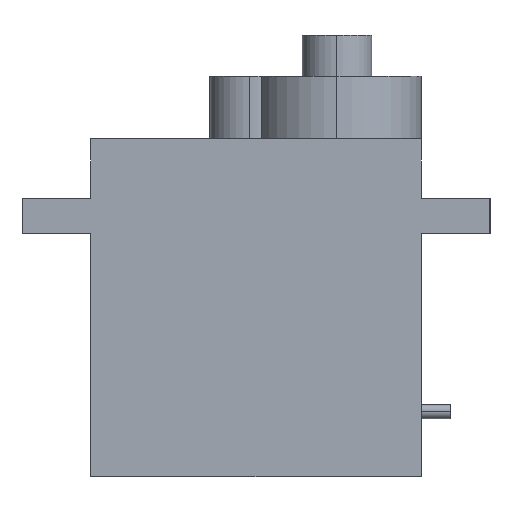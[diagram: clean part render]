
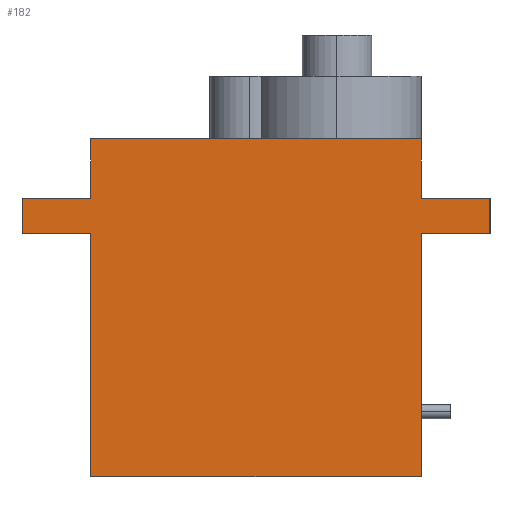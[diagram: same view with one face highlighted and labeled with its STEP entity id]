
A CAD part, left-side view. The second image highlights one B-rep face of the part: STEP entity #182.
In plain terms, the highlighted planar face has unit normal (-1, 0, 0).
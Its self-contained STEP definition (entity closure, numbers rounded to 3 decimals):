
#182=ADVANCED_FACE('47:600',(#358),#359,.T.);
#358=FACE_OUTER_BOUND('',#526,.T.);
#359=PLANE('',#527);
#526=EDGE_LOOP('',(#933,#934,#935,#936,#937,#938,#939,#940,#941,#942,#943,#944));
#527=AXIS2_PLACEMENT_3D('',#945,#946,#947);
#933=ORIENTED_EDGE('',*,*,#1108,.T.);
#934=ORIENTED_EDGE('',*,*,#1174,.T.);
#935=ORIENTED_EDGE('',*,*,#1161,.T.);
#936=ORIENTED_EDGE('',*,*,#1172,.T.);
#937=ORIENTED_EDGE('',*,*,#1194,.F.);
#938=ORIENTED_EDGE('',*,*,#1187,.T.);
#939=ORIENTED_EDGE('',*,*,#1192,.F.);
#940=ORIENTED_EDGE('',*,*,#1142,.T.);
#941=ORIENTED_EDGE('',*,*,#1139,.F.);
#942=ORIENTED_EDGE('',*,*,#1148,.T.);
#943=ORIENTED_EDGE('',*,*,#1197,.F.);
#944=ORIENTED_EDGE('',*,*,#1198,.T.);
#945=CARTESIAN_POINT('',(0.,-28.875,0.));
#946=DIRECTION('',(-1.0,0.,0.));
#947=DIRECTION('',(0.,-1.0,0.));
#1108=EDGE_CURVE('47:807',#1350,#1348,#1351,.T.);
#1139=EDGE_CURVE('47:663',#1388,#1390,#1391,.T.);
#1142=EDGE_CURVE('47:669',#1394,#1390,#1395,.T.);
#1148=EDGE_CURVE('47:684',#1388,#1402,#1404,.T.);
#1161=EDGE_CURVE('47:717',#1421,#1423,#1425,.T.);
#1172=EDGE_CURVE('47:741',#1423,#1438,#1440,.T.);
#1174=EDGE_CURVE('47:744',#1348,#1421,#1442,.T.);
#1187=EDGE_CURVE('47:789',#1458,#1456,#1459,.F.);
#1192=EDGE_CURVE('47:798',#1394,#1456,#1464,.T.);
#1194=EDGE_CURVE('47:801',#1458,#1438,#1466,.T.);
#1197=EDGE_CURVE('47:810',#1469,#1402,#1470,.T.);
#1198=EDGE_CURVE('47:813',#1469,#1350,#1471,.T.);
#1348=VERTEX_POINT('',#1653);
#1350=VERTEX_POINT('',#1656);
#1351=LINE('',#1657,#1658);
#1388=VERTEX_POINT('',#1709);
#1390=VERTEX_POINT('',#1712);
#1391=LINE('',#1713,#1714);
#1394=VERTEX_POINT('',#1718);
#1395=LINE('',#1719,#1720);
#1402=VERTEX_POINT('',#1730);
#1404=LINE('',#1733,#1734);
#1421=VERTEX_POINT('',#1758);
#1423=VERTEX_POINT('',#1761);
#1425=LINE('',#1764,#1765);
#1438=VERTEX_POINT('',#1782);
#1440=LINE('',#1785,#1786);
#1442=LINE('',#1788,#1789);
#1456=VERTEX_POINT('',#1806);
#1458=VERTEX_POINT('',#1809);
#1459=LINE('',#1810,#1811);
#1464=LINE('',#1818,#1819);
#1466=LINE('',#1821,#1822);
#1469=VERTEX_POINT('',#1826);
#1470=LINE('',#1827,#1828);
#1471=LINE('',#1829,#1830);
#1653=CARTESIAN_POINT('',(0.,-40.25,16.75));
#1656=CARTESIAN_POINT('',(0.,-40.25,0.));
#1657=CARTESIAN_POINT('',(0.,-40.25,0.));
#1658=VECTOR('',#1981,1.0);
#1709=CARTESIAN_POINT('',(0.,-12.75,16.75));
#1712=CARTESIAN_POINT('',(0.,-12.75,19.2));
#1713=CARTESIAN_POINT('',(0.,-12.75,16.75));
#1714=VECTOR('',#2012,1.0);
#1718=CARTESIAN_POINT('',(0.,-17.5,19.2));
#1719=CARTESIAN_POINT('',(0.,-40.25,19.2));
#1720=VECTOR('',#2014,1.0);
#1730=CARTESIAN_POINT('',(0.,-17.5,16.75));
#1733=CARTESIAN_POINT('',(0.,-12.75,16.75));
#1734=VECTOR('',#2019,1.0);
#1758=CARTESIAN_POINT('',(0.,-45.0,16.75));
#1761=CARTESIAN_POINT('',(0.,-45.0,19.2));
#1764=CARTESIAN_POINT('',(0.,-45.0,16.75));
#1765=VECTOR('',#2029,1.0);
#1782=CARTESIAN_POINT('',(0.,-40.25,19.2));
#1785=CARTESIAN_POINT('',(0.,-40.25,19.2));
#1786=VECTOR('',#2041,1.0);
#1788=CARTESIAN_POINT('',(0.,-40.25,16.75));
#1789=VECTOR('',#2042,1.0);
#1806=CARTESIAN_POINT('',(0.,-17.5,23.3));
#1809=CARTESIAN_POINT('',(0.,-40.25,23.3));
#1810=CARTESIAN_POINT('',(0.,-23.188,23.3));
#1811=VECTOR('',#2059,1.0);
#1818=CARTESIAN_POINT('',(0.,-17.5,9.6));
#1819=VECTOR('',#2065,1.0);
#1821=CARTESIAN_POINT('',(0.,-40.25,9.6));
#1822=VECTOR('',#2066,1.0);
#1826=CARTESIAN_POINT('',(0.0,-17.5,0.0));
#1827=CARTESIAN_POINT('',(0.0,-17.5,0.0));
#1828=VECTOR('',#2068,1.0);
#1829=CARTESIAN_POINT('',(0.0,-17.5,0.0));
#1830=VECTOR('',#2069,1.0);
#1981=DIRECTION('',(0.,0.,1.0));
#2012=DIRECTION('',(0.,0.,1.0));
#2014=DIRECTION('',(0.,1.0,0.));
#2019=DIRECTION('',(0.,-1.0,0.));
#2029=DIRECTION('',(0.,0.,1.0));
#2041=DIRECTION('',(0.,1.0,0.));
#2042=DIRECTION('',(0.,-1.0,0.));
#2059=DIRECTION('',(0.,-1.0,0.));
#2065=DIRECTION('',(0.,0.,1.0));
#2066=DIRECTION('',(0.,0.,-1.0));
#2068=DIRECTION('',(0.,0.,1.0));
#2069=DIRECTION('',(0.,-1.0,0.));
